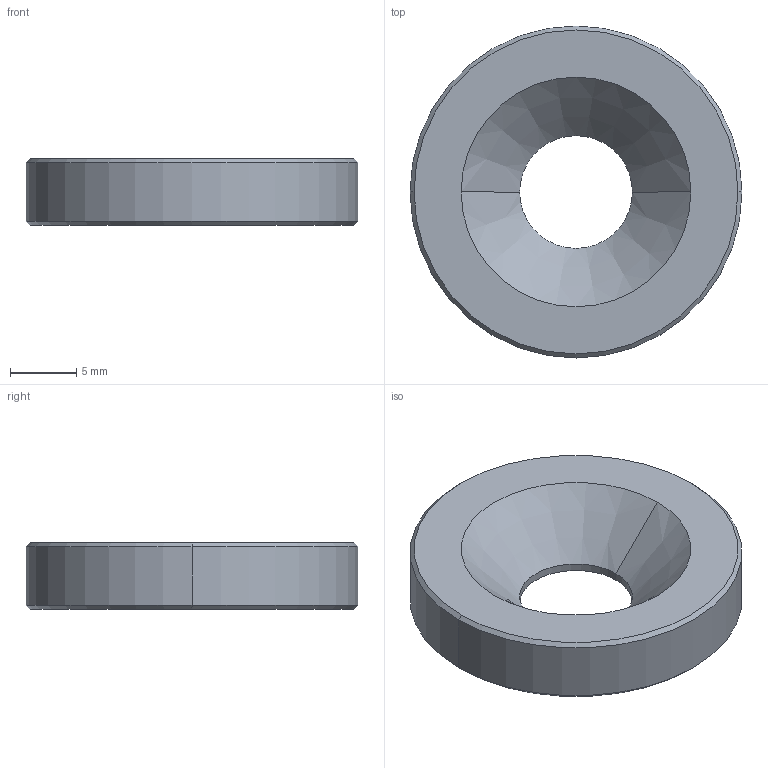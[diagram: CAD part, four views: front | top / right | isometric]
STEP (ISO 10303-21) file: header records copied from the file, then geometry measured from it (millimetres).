
FILE_DESCRIPTION (( 'STEP AP214' ), '1' );
FILE_NAME ('DP250508.STEP', '2013-07-19T10:15:16', ( '' ), ( '' ), 'SwSTEP 2.0', 'SolidWorks 2011', '' );
FILE_SCHEMA (( 'AUTOMOTIVE_DESIGN' ));
Length unit declared in the file: millimetre
Products named in the file (2): DP.250508_1; DP250508
Assembly tree (1 placements, depth 2):
  DP250508
    DP.250508_1
Bounding box: 25 x 25 x 5 mm (x, y, z)
Volume: 1815.9 mm3; surface area: 1323 mm2
Topology: 1 solids, 1 shells, 12 faces, 24 edges, 14 vertices
Faces by surface type: cone 6, cylinder 4, plane 2
Entity records: 516 total; most frequent: DIRECTION 70, CARTESIAN_POINT 54, ORIENTED_EDGE 48, AXIS2_PLACEMENT_3D 30, EDGE_CURVE 24, UNCERTAINTY_MEASURE_WITH_UNIT 16, EDGE_LOOP 14, SURFACE_STYLE_USAGE 14
